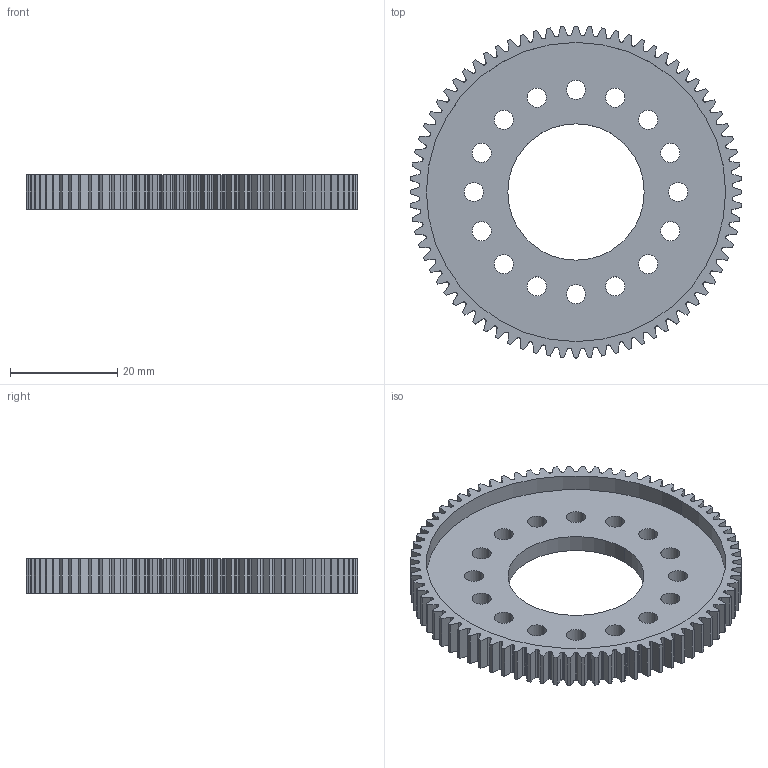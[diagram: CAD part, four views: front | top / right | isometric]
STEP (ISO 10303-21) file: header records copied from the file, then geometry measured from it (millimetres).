
FILE_DESCRIPTION (( 'STEP AP203' ), '1' );
FILE_NAME ('615222.STEP', '2016-10-04T20:22:41', ( '' ), ( '' ), 'SwSTEP 2.0', 'SolidWorks 2014', '' );
FILE_SCHEMA (( 'CONFIG_CONTROL_DESIGN' ));
Length unit declared in the file: millimetre
Products named in the file (1): 615222
Bounding box: 61.91 x 61.91 x 6.35 mm (x, y, z)
Volume: 8211.5 mm3; surface area: 8094 mm2
Topology: 1 solids, 1 shells, 648 faces, 1935 edges, 1290 vertices
Faces by surface type: bspline 304, cylinder 189, plane 155
Entity records: 31570 total; most frequent: CARTESIAN_POINT 15730, ORIENTED_EDGE 3870, DIRECTION 2395, EDGE_CURVE 1935, VERTEX_POINT 1290, LINE 949, VECTOR 949, AXIS2_PLACEMENT_3D 723
